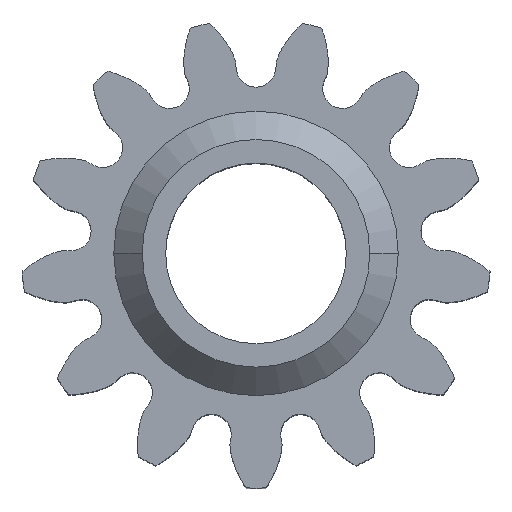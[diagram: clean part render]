
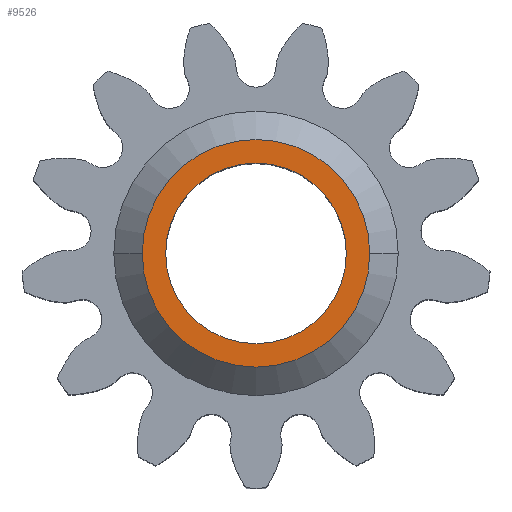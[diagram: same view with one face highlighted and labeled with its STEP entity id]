
A CAD part, top view. The second image highlights one B-rep face of the part: STEP entity #9526.
In plain terms, the highlighted planar face has unit normal (0, 0, 1).
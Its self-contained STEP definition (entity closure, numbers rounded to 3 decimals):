
#545 = EDGE_CURVE ( 'NONE', #983, #12422, #14300, .T. ) ;
#588 = EDGE_CURVE ( 'NONE', #12422, #983, #14873, .T. ) ;
#655 = DIRECTION ( 'NONE',  ( 1., 0., 0. ) ) ;
#934 = EDGE_CURVE ( 'NONE', #5294, #16217, #3742, .T. ) ;
#983 = VERTEX_POINT ( 'NONE', #15830 ) ;
#1037 = CARTESIAN_POINT ( 'NONE',  ( 0., 0., 3.5 ) ) ;
#1658 = EDGE_LOOP ( 'NONE', ( #3371, #2979 ) ) ;
#2664 = AXIS2_PLACEMENT_3D ( 'NONE', #8272, #8432, #655 ) ;
#2885 = AXIS2_PLACEMENT_3D ( 'NONE', #10264, #12633, #13846 ) ;
#2979 = ORIENTED_EDGE ( 'NONE', *, *, #588, .T. ) ;
#3174 = DIRECTION ( 'NONE',  ( 0., 0., 1. ) ) ;
#3205 = AXIS2_PLACEMENT_3D ( 'NONE', #5674, #3174, #12025 ) ;
#3371 = ORIENTED_EDGE ( 'NONE', *, *, #545, .T. ) ;
#3742 = CIRCLE ( 'NONE', #3205, 1.587 ) ;
#5294 = VERTEX_POINT ( 'NONE', #15232 ) ;
#5516 = DIRECTION ( 'NONE',  ( 0., 0., 1. ) ) ;
#5674 = CARTESIAN_POINT ( 'NONE',  ( 0., 0., 3.5 ) ) ;
#6116 = FACE_BOUND ( 'NONE', #10405, .T. ) ;
#6626 = CARTESIAN_POINT ( 'NONE',  ( 2., 0., 3.5 ) ) ;
#6674 = PLANE ( 'NONE',  #8528 ) ;
#8038 = DIRECTION ( 'NONE',  ( 1., 0., 0. ) ) ;
#8272 = CARTESIAN_POINT ( 'NONE',  ( 0., 0., 3.5 ) ) ;
#8432 = DIRECTION ( 'NONE',  ( 0., 0., 1. ) ) ;
#8528 = AXIS2_PLACEMENT_3D ( 'NONE', #11701, #5516, #8038 ) ;
#8890 = FACE_OUTER_BOUND ( 'NONE', #1658, .T. ) ;
#9526 = ADVANCED_FACE ( 'NONE', ( #8890, #6116 ), #6674, .T. ) ;
#10264 = CARTESIAN_POINT ( 'NONE',  ( 0., 0., 3.5 ) ) ;
#10403 = ORIENTED_EDGE ( 'NONE', *, *, #15039, .F. ) ;
#10405 = EDGE_LOOP ( 'NONE', ( #10403, #13166 ) ) ;
#11701 = CARTESIAN_POINT ( 'NONE',  ( 0., 0., 3.5 ) ) ;
#12025 = DIRECTION ( 'NONE',  ( 1., 0., 0. ) ) ;
#12422 = VERTEX_POINT ( 'NONE', #6626 ) ;
#12633 = DIRECTION ( 'NONE',  ( 0., 0., 1. ) ) ;
#13166 = ORIENTED_EDGE ( 'NONE', *, *, #934, .F. ) ;
#13542 = DIRECTION ( 'NONE',  ( 1., 0., 0. ) ) ;
#13762 = DIRECTION ( 'NONE',  ( 0., 0., 1. ) ) ;
#13846 = DIRECTION ( 'NONE',  ( 1., 0., 0. ) ) ;
#14300 = CIRCLE ( 'NONE', #2664, 2. ) ;
#14873 = CIRCLE ( 'NONE', #2885, 2. ) ;
#15039 = EDGE_CURVE ( 'NONE', #16217, #5294, #15577, .T. ) ;
#15232 = CARTESIAN_POINT ( 'NONE',  ( -1.587, 0., 3.5 ) ) ;
#15577 = CIRCLE ( 'NONE', #15706, 1.587 ) ;
#15706 = AXIS2_PLACEMENT_3D ( 'NONE', #1037, #13762, #13542 ) ;
#15830 = CARTESIAN_POINT ( 'NONE',  ( -2., 0., 3.5 ) ) ;
#16059 = CARTESIAN_POINT ( 'NONE',  ( 1.587, 0., 3.5 ) ) ;
#16217 = VERTEX_POINT ( 'NONE', #16059 ) ;
